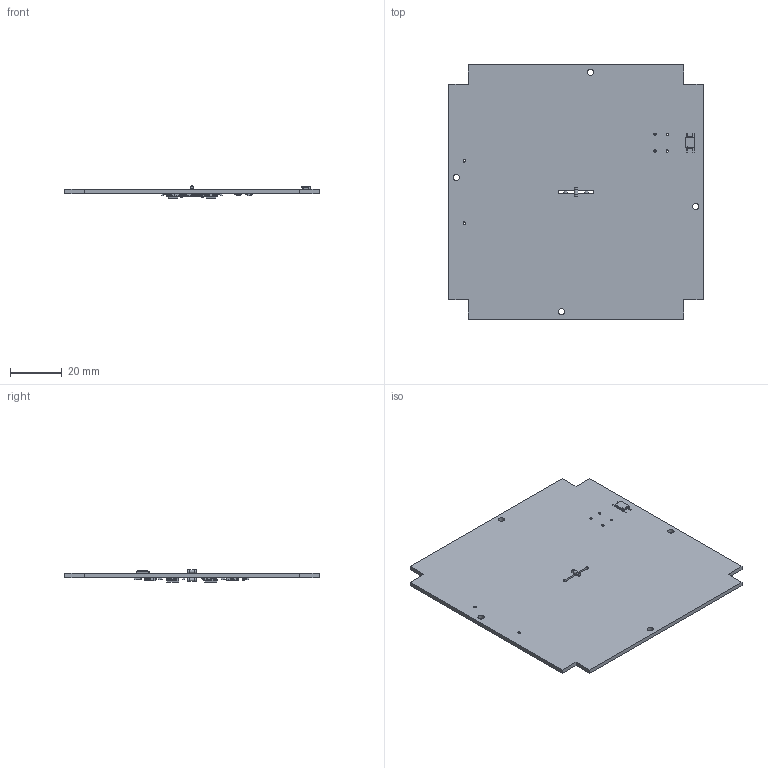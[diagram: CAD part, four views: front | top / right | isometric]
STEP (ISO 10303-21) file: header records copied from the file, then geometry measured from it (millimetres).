
FILE_DESCRIPTION(('KiCad electronic assembly'),'2;1');
FILE_NAME('STS1_SIDEPANEL.step','2022-07-29T11:06:36',('Pcbnew'),( 'Kicad'),'Open CASCADE STEP processor 7.6','KiCad to STEP converter' ,'Unknown');
FILE_SCHEMA(('AUTOMOTIVE_DESIGN { 1 0 10303 214 1 1 1 1 }'));
Length unit declared in the file: millimetre
Products named in the file (26): STS1_SIDEPANEL 1; R_MiniMELF_MMA-0204; SOLID; SO-4_4.4x3.6mm_P2.54mm; R_0603_1608Metric; L_0805_2012Metric; C_0603_1608Metric; SOT-563; SOIC-8_3.9x4.9mm_P1.27mm; SOT-323_SC-70; LED_0603_1608Metric; D_0603_1608Metric; TSSOP-8_4.4x3mm_P0.65mm; STS1_SIDEPANEL PCB; STS1_SIDEPANEL 2; STS1_SIDEPANEL 3
Assembly tree (61 placements, depth 3):
  STS1_SIDEPANEL 1
    R_MiniMELF_MMA-0204  x3
      SOLID
    SO-4_4.4x3.6mm_P2.54mm
      SOLID
    R_0603_1608Metric  x17
      SOLID
    L_0805_2012Metric  x2
      SOLID
    C_0603_1608Metric  x18
      SOLID
    SOT-563
      SOLID
    SOIC-8_3.9x4.9mm_P1.27mm  x2
      SOLID
    SOT-323_SC-70
      SOLID
    LED_0603_1608Metric
      SOLID
    D_0603_1608Metric
      SOLID
    TSSOP-8_4.4x3mm_P0.65mm  x2
      SOLID
    STS1_SIDEPANEL PCB
  STS1_SIDEPANEL 2
  STS1_SIDEPANEL 3
Bounding box: 98 x 98 x 4.85 mm (x, y, z)
Volume: 15093.3 mm3; surface area: 20039.1 mm2
Topology: 50 solids, 50 shells, 1996 faces, 5110 edges, 3268 vertices
Faces by surface type: bspline 1968, plane 16, cylinder 12
Full cylindrical faces by diameter (mm): 0.9 x4, 1 x2, 2.4 x4
Entity records: 50980 total; most frequent: CARTESIAN_POINT 20376, B_SPLINE_CURVE_WITH_KNOTS 4848, ORIENTED_EDGE 3788, PCURVE 3788, DEFINITIONAL_REPRESENTATION 3788, EDGE_CURVE 1894, SURFACE_CURVE 1875, VERTEX_POINT 1184
